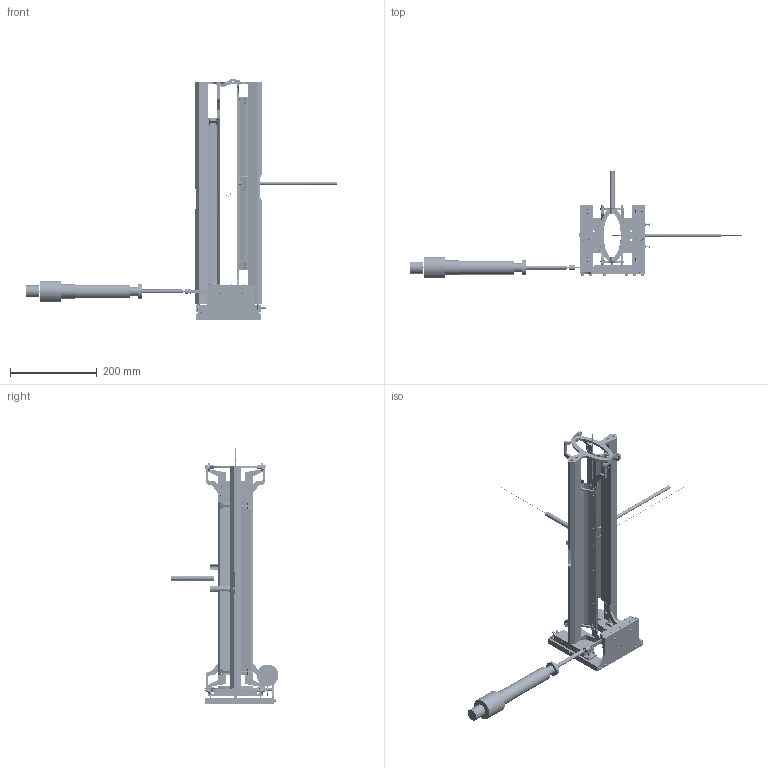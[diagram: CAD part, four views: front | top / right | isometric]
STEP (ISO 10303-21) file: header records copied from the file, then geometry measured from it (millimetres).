
FILE_DESCRIPTION((''),'2;1');
FILE_NAME('target_opened.stp', '2008-10-10T10:07:46',('User'),('SDRC'),'I-DEAS Master Series 9','UNIX', 'Yes');
FILE_SCHEMA(('CONFIG_CONTROL_DESIGN', 'GEOMETRIC_VALIDATION_PROPERTIES_MIM','SHAPE_APPEARANCE_LAYER_MIM'));
Length unit declared in the file: millimetre
Assembly tree (355 placements, depth 0):
Bounding box: 767.42 x 399.06 x 590.04 mm (x, y, z)
Volume: 1221260.5 mm3; surface area: 708472.3 mm2
Topology: 345 solids, 439 shells, 8456 faces, 22798 edges, 15277 vertices
Faces by surface type: bspline 8456
Entity records: 157349 total; most frequent: CARTESIAN_POINT 69988, ORIENTED_EDGE 20507, EDGE_CURVE 11066, VERTEX_POINT 7115, B_SPLINE_CURVE_WITH_KNOTS 4694, EDGE_LOOP 4516, FACE_OUTER_BOUND 3782, ADVANCED_FACE 3782
